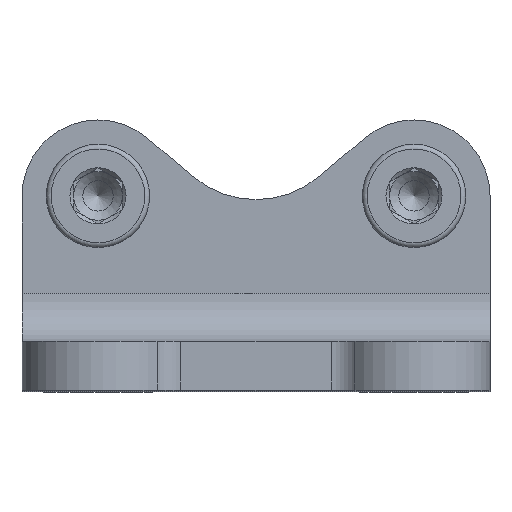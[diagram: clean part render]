
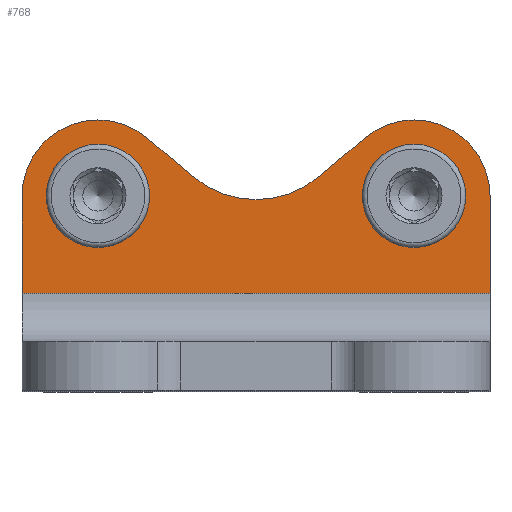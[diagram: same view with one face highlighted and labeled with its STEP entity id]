
A CAD part, top view. The second image highlights one B-rep face of the part: STEP entity #768.
In plain terms, the highlighted face is planar.
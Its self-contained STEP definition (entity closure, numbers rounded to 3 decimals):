
#93=LINE('',#1273,#141);
#94=LINE('',#1281,#142);
#95=LINE('',#1286,#143);
#96=LINE('',#1287,#144);
#97=LINE('',#1291,#145);
#141=VECTOR('',#1010,1000.);
#142=VECTOR('',#1019,1000.);
#143=VECTOR('',#1022,1000.);
#144=VECTOR('',#1023,1000.);
#145=VECTOR('',#1026,1000.);
#214=ORIENTED_EDGE('',*,*,#413,.F.);
#215=ORIENTED_EDGE('',*,*,#414,.F.);
#216=ORIENTED_EDGE('',*,*,#415,.F.);
#217=ORIENTED_EDGE('',*,*,#416,.T.);
#218=ORIENTED_EDGE('',*,*,#417,.F.);
#219=ORIENTED_EDGE('',*,*,#411,.T.);
#220=ORIENTED_EDGE('',*,*,#418,.T.);
#221=ORIENTED_EDGE('',*,*,#419,.T.);
#222=ORIENTED_EDGE('',*,*,#420,.F.);
#223=ORIENTED_EDGE('',*,*,#421,.F.);
#411=EDGE_CURVE('',#510,#509,#93,.T.);
#413=EDGE_CURVE('',#511,#511,#568,.T.);
#414=EDGE_CURVE('',#512,#512,#569,.T.);
#415=EDGE_CURVE('',#513,#514,#94,.T.);
#416=EDGE_CURVE('',#513,#515,#570,.T.);
#417=EDGE_CURVE('',#510,#515,#95,.T.);
#418=EDGE_CURVE('',#509,#516,#96,.T.);
#419=EDGE_CURVE('',#516,#517,#571,.T.);
#420=EDGE_CURVE('',#518,#517,#97,.T.);
#421=EDGE_CURVE('',#514,#518,#572,.T.);
#509=VERTEX_POINT('',#1272);
#510=VERTEX_POINT('',#1274);
#511=VERTEX_POINT('',#1278);
#512=VERTEX_POINT('',#1280);
#513=VERTEX_POINT('',#1282);
#514=VERTEX_POINT('',#1283);
#515=VERTEX_POINT('',#1285);
#516=VERTEX_POINT('',#1288);
#517=VERTEX_POINT('',#1290);
#518=VERTEX_POINT('',#1292);
#568=CIRCLE('',#868,2.75);
#569=CIRCLE('',#869,2.75);
#570=CIRCLE('',#870,6.25);
#571=CIRCLE('',#871,6.25);
#572=CIRCLE('',#872,8.);
#605=EDGE_LOOP('',(#214));
#606=EDGE_LOOP('',(#215));
#607=EDGE_LOOP('',(#216,#217,#218,#219,#220,#221,#222,#223));
#677=FACE_BOUND('',#605,.T.);
#678=FACE_BOUND('',#606,.T.);
#679=FACE_BOUND('',#607,.T.);
#742=PLANE('',#867);
#768=ADVANCED_FACE('',(#677,#678,#679),#742,.F.);
#867=AXIS2_PLACEMENT_3D('',#1276,#1013,#1014);
#868=AXIS2_PLACEMENT_3D('',#1277,#1015,#1016);
#869=AXIS2_PLACEMENT_3D('',#1279,#1017,#1018);
#870=AXIS2_PLACEMENT_3D('',#1284,#1020,#1021);
#871=AXIS2_PLACEMENT_3D('',#1289,#1024,#1025);
#872=AXIS2_PLACEMENT_3D('',#1293,#1027,#1028);
#1010=DIRECTION('',(0.,0.,-1.));
#1013=DIRECTION('',(-1.,0.,0.));
#1014=DIRECTION('',(0.,0.,1.));
#1015=DIRECTION('',(1.,0.,0.));
#1016=DIRECTION('',(0.,0.,-1.));
#1017=DIRECTION('',(1.,0.,0.));
#1018=DIRECTION('',(0.,0.,-1.));
#1019=DIRECTION('',(0.,-0.642,-0.767));
#1020=DIRECTION('',(1.,0.,0.));
#1021=DIRECTION('',(0.,0.,-1.));
#1022=DIRECTION('',(0.,1.,0.));
#1023=DIRECTION('',(0.,1.,0.));
#1024=DIRECTION('',(1.,0.,0.));
#1025=DIRECTION('',(0.,0.,-1.));
#1026=DIRECTION('',(0.,0.642,-0.767));
#1027=DIRECTION('',(1.,0.,0.));
#1028=DIRECTION('',(0.,0.,-1.));
#1272=CARTESIAN_POINT('',(4.,8.,-19.25));
#1273=CARTESIAN_POINT('',(4.,8.,19.25));
#1274=CARTESIAN_POINT('',(4.,8.,19.25));
#1276=CARTESIAN_POINT('',(4.,8.,19.25));
#1277=CARTESIAN_POINT('',(4.,16.,13.));
#1278=CARTESIAN_POINT('',(4.,16.,10.25));
#1279=CARTESIAN_POINT('',(4.,16.,-13.));
#1280=CARTESIAN_POINT('',(4.,16.,-15.75));
#1281=CARTESIAN_POINT('',(4.,20.792,8.987));
#1282=CARTESIAN_POINT('',(4.,20.792,8.987));
#1283=CARTESIAN_POINT('',(4.,17.567,5.136));
#1284=CARTESIAN_POINT('',(4.,16.,13.));
#1285=CARTESIAN_POINT('',(4.,16.,19.25));
#1286=CARTESIAN_POINT('',(4.,8.,19.25));
#1287=CARTESIAN_POINT('',(4.,8.,-19.25));
#1288=CARTESIAN_POINT('',(4.,16.,-19.25));
#1289=CARTESIAN_POINT('',(4.,16.,-13.));
#1290=CARTESIAN_POINT('',(4.,20.792,-8.987));
#1291=CARTESIAN_POINT('',(4.,17.567,-5.136));
#1292=CARTESIAN_POINT('',(4.,17.567,-5.136));
#1293=CARTESIAN_POINT('',(4.,23.7,0.));
